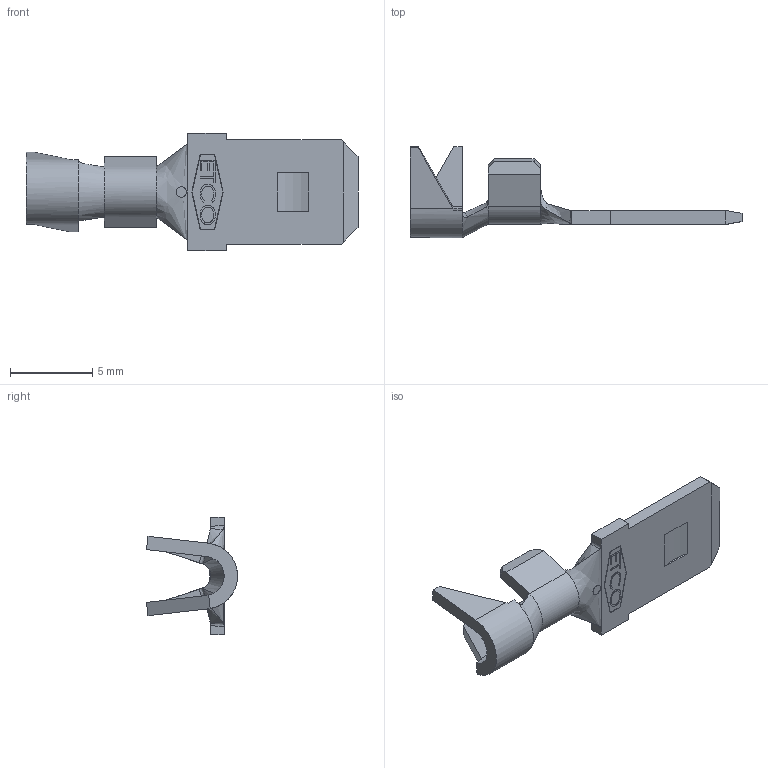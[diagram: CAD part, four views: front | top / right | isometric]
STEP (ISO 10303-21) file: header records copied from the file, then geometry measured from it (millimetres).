
FILE_DESCRIPTION (( 'STEP AP203' ), '1' );
FILE_NAME ('08090.STEP', '2015-01-29T13:57:13', ( '' ), ( '' ), 'SwSTEP 2.0', 'SolidWorks 2014', '' );
FILE_SCHEMA (( 'CONFIG_CONTROL_DESIGN' ));
Length unit declared in the file: inch
Products named in the file (1): 08090
Bounding box: 20.19 x 5.54 x 7.14 mm (x, y, z)
Volume: 104.6 mm3; surface area: 329 mm2
Topology: 1 solids, 1 shells, 167 faces, 443 edges, 288 vertices
Faces by surface type: plane 114, bspline 33, cylinder 14, cone 6
Entity records: 7278 total; most frequent: CARTESIAN_POINT 3342, ORIENTED_EDGE 886, DIRECTION 639, EDGE_CURVE 443, VECTOR 317, LINE 317, VERTEX_POINT 288, EDGE_LOOP 177
